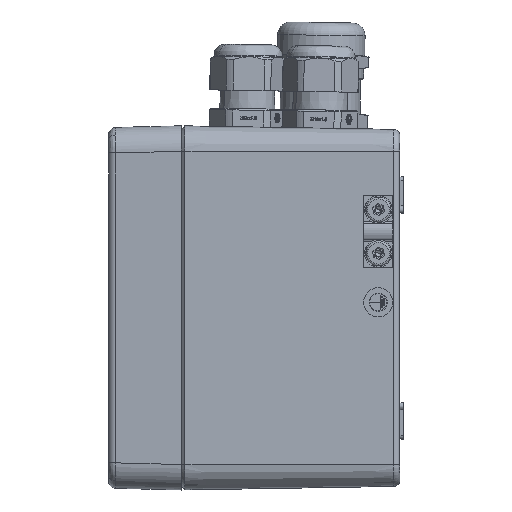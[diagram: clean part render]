
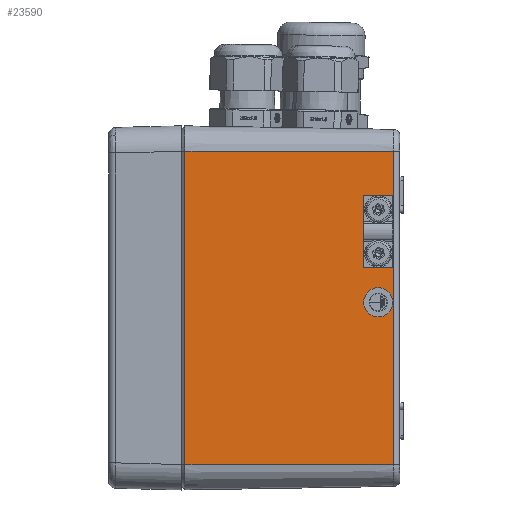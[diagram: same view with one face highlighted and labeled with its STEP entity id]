
A CAD part, left-side view. The second image highlights one B-rep face of the part: STEP entity #23590.
In plain terms, the highlighted planar face has unit normal (-1, -0.017, 0).
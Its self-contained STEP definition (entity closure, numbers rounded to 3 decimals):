
#209 = EDGE_CURVE ( 'NONE', #34822, #22286, #22076, .T. ) ;
#243 = DIRECTION ( 'NONE',  ( -1., -0.017, 0. ) ) ;
#317 = CIRCLE ( 'NONE', #37454, 1.65 ) ;
#344 = VECTOR ( 'NONE', #57218, 1000. ) ;
#439 = DIRECTION ( 'NONE',  ( 0.017, -1., 0. ) ) ;
#1227 = EDGE_LOOP ( 'NONE', ( #7657, #53798 ) ) ;
#1486 = AXIS2_PLACEMENT_3D ( 'NONE', #17124, #8156, #39984 ) ;
#2853 = DIRECTION ( 'NONE',  ( -1., -0.017, 0. ) ) ;
#3555 = CARTESIAN_POINT ( 'NONE',  ( -79.1, -54.03, 14.983 ) ) ;
#3565 = PLANE ( 'NONE',  #1486 ) ;
#3683 = DIRECTION ( 'NONE',  ( -1., -0.017, 0. ) ) ;
#4143 = CARTESIAN_POINT ( 'NONE',  ( -79.029, -58.279, -43. ) ) ;
#4956 = CARTESIAN_POINT ( 'NONE',  ( -79.029, -58.279, 43. ) ) ;
#4993 = CARTESIAN_POINT ( 'NONE',  ( -79.072, -55.679, 26.983 ) ) ;
#5026 = EDGE_LOOP ( 'NONE', ( #22136, #43588, #21932, #20099 ) ) ;
#5685 = AXIS2_PLACEMENT_3D ( 'NONE', #8211, #40036, #12754 ) ;
#7657 = ORIENTED_EDGE ( 'NONE', *, *, #20559, .F. ) ;
#7933 = EDGE_CURVE ( 'NONE', #22286, #34822, #317, .T. ) ;
#8156 = DIRECTION ( 'NONE',  ( -1., -0.017, 0. ) ) ;
#8211 = CARTESIAN_POINT ( 'NONE',  ( -79.1, -54.03, 26.983 ) ) ;
#8282 = FACE_BOUND ( 'NONE', #24719, .T. ) ;
#9712 = FACE_BOUND ( 'NONE', #1227, .T. ) ;
#10114 = LINE ( 'NONE', #23275, #55676 ) ;
#11489 = CIRCLE ( 'NONE', #23829, 1.65 ) ;
#12754 = DIRECTION ( 'NONE',  ( 0.017, -1., 0. ) ) ;
#13466 = CARTESIAN_POINT ( 'NONE',  ( -79.127, -52.38, 14.983 ) ) ;
#13476 = CARTESIAN_POINT ( 'NONE',  ( -79.983, -1., 43. ) ) ;
#14463 = VERTEX_POINT ( 'NONE', #44907 ) ;
#14574 = ORIENTED_EDGE ( 'NONE', *, *, #7933, .F. ) ;
#16076 = VERTEX_POINT ( 'NONE', #4956 ) ;
#17124 = CARTESIAN_POINT ( 'NONE',  ( -80., 0., -43. ) ) ;
#17855 = VERTEX_POINT ( 'NONE', #32402 ) ;
#20099 = ORIENTED_EDGE ( 'NONE', *, *, #23758, .T. ) ;
#20397 = FACE_OUTER_BOUND ( 'NONE', #5026, .T. ) ;
#20559 = EDGE_CURVE ( 'NONE', #45540, #17855, #11489, .T. ) ;
#21496 = CARTESIAN_POINT ( 'NONE',  ( -79.983, -1., -43. ) ) ;
#21932 = ORIENTED_EDGE ( 'NONE', *, *, #31493, .T. ) ;
#22076 = CIRCLE ( 'NONE', #40004, 1.65 ) ;
#22136 = ORIENTED_EDGE ( 'NONE', *, *, #47594, .F. ) ;
#22286 = VERTEX_POINT ( 'NONE', #13466 ) ;
#22850 = CARTESIAN_POINT ( 'NONE',  ( -79.983, -1., -43. ) ) ;
#23135 = LINE ( 'NONE', #43718, #344 ) ;
#23275 = CARTESIAN_POINT ( 'NONE',  ( -80., 0., -43. ) ) ;
#23590 = ADVANCED_FACE ( 'NONE', ( #8282, #9712, #20397 ), #3565, .T. ) ;
#23758 = EDGE_CURVE ( 'NONE', #54564, #55378, #43870, .T. ) ;
#23829 = AXIS2_PLACEMENT_3D ( 'NONE', #30109, #2853, #34699 ) ;
#24719 = EDGE_LOOP ( 'NONE', ( #52426, #14574 ) ) ;
#30109 = CARTESIAN_POINT ( 'NONE',  ( -79.1, -54.03, 26.983 ) ) ;
#30388 = LINE ( 'NONE', #4143, #53179 ) ;
#31493 = EDGE_CURVE ( 'NONE', #16076, #54564, #23135, .T. ) ;
#32402 = CARTESIAN_POINT ( 'NONE',  ( -79.127, -52.38, 26.983 ) ) ;
#33170 = VECTOR ( 'NONE', #41167, 1000. ) ;
#34699 = DIRECTION ( 'NONE',  ( 0.017, -1., 0. ) ) ;
#34822 = VERTEX_POINT ( 'NONE', #38632 ) ;
#36964 = CIRCLE ( 'NONE', #5685, 1.65 ) ;
#37454 = AXIS2_PLACEMENT_3D ( 'NONE', #50191, #243, #439 ) ;
#38632 = CARTESIAN_POINT ( 'NONE',  ( -79.072, -55.679, 14.983 ) ) ;
#39984 = DIRECTION ( 'NONE',  ( 0.017, -1., 0. ) ) ;
#40004 = AXIS2_PLACEMENT_3D ( 'NONE', #3555, #3683, #47319 ) ;
#40036 = DIRECTION ( 'NONE',  ( -1., -0.017, 0. ) ) ;
#40565 = DIRECTION ( 'NONE',  ( 0., 0., 1. ) ) ;
#41167 = DIRECTION ( 'NONE',  ( 0., 0., -1. ) ) ;
#43588 = ORIENTED_EDGE ( 'NONE', *, *, #54536, .T. ) ;
#43718 = CARTESIAN_POINT ( 'NONE',  ( -80., 0., 43. ) ) ;
#43749 = EDGE_CURVE ( 'NONE', #17855, #45540, #36964, .T. ) ;
#43870 = LINE ( 'NONE', #22850, #33170 ) ;
#44907 = CARTESIAN_POINT ( 'NONE',  ( -79.029, -58.279, -43. ) ) ;
#45540 = VERTEX_POINT ( 'NONE', #4993 ) ;
#47319 = DIRECTION ( 'NONE',  ( 0.017, -1., 0. ) ) ;
#47594 = EDGE_CURVE ( 'NONE', #14463, #55378, #10114, .T. ) ;
#50191 = CARTESIAN_POINT ( 'NONE',  ( -79.1, -54.03, 14.983 ) ) ;
#50516 = DIRECTION ( 'NONE',  ( -0.017, 1., 0. ) ) ;
#52426 = ORIENTED_EDGE ( 'NONE', *, *, #209, .F. ) ;
#53179 = VECTOR ( 'NONE', #40565, 1000. ) ;
#53798 = ORIENTED_EDGE ( 'NONE', *, *, #43749, .F. ) ;
#54536 = EDGE_CURVE ( 'NONE', #14463, #16076, #30388, .T. ) ;
#54564 = VERTEX_POINT ( 'NONE', #13476 ) ;
#55378 = VERTEX_POINT ( 'NONE', #21496 ) ;
#55676 = VECTOR ( 'NONE', #50516, 1000. ) ;
#57218 = DIRECTION ( 'NONE',  ( -0.017, 1., 0. ) ) ;
